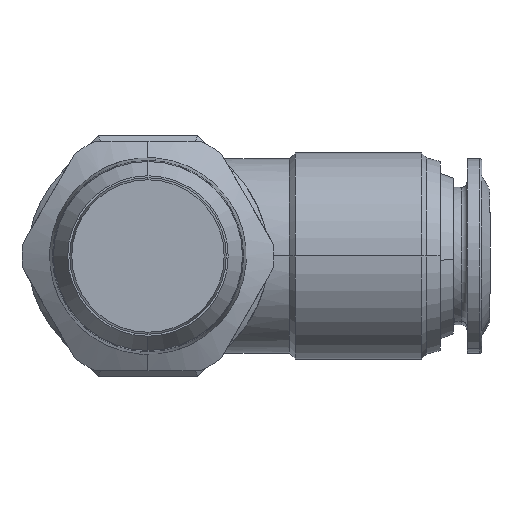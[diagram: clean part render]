
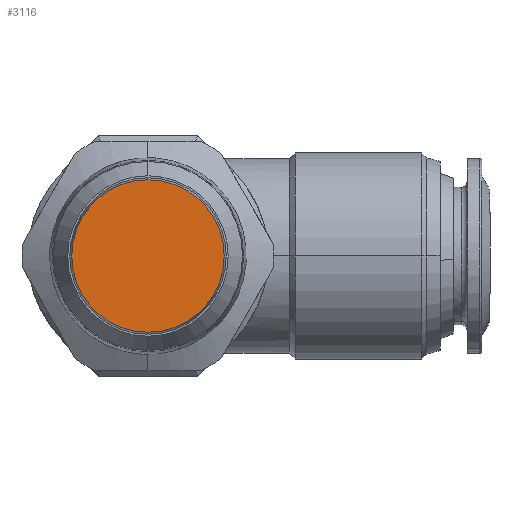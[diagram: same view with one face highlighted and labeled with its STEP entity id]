
A CAD part, front view. The second image highlights one B-rep face of the part: STEP entity #3116.
In plain terms, the highlighted planar face has unit normal (0, -1, 0).
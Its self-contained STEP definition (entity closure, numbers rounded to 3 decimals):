
#1700 = PLANE ( 'NONE',  #2884 ) ;
#1708 = CARTESIAN_POINT ( 'NONE',  ( 0., 0., 0. ) ) ;
#1709 = DIRECTION ( 'NONE',  ( 0., -1., 0. ) ) ;
#1710 = DIRECTION ( 'NONE',  ( 0., 0., -1. ) ) ;
#2621 = ORIENTED_EDGE ( 'NONE', *, *, #5888, .T. ) ;
#2623 = ORIENTED_EDGE ( 'NONE', *, *, #8610, .T. ) ;
#2740 = VERTEX_POINT ( 'NONE', #2977 ) ;
#2744 = VERTEX_POINT ( 'NONE', #2972 ) ;
#2884 = AXIS2_PLACEMENT_3D ( 'NONE', #1708, #1709, #1710 ) ;
#2972 = CARTESIAN_POINT ( 'NONE',  ( 0., 0., 6.65 ) ) ;
#2977 = CARTESIAN_POINT ( 'NONE',  ( 0., 0., -6.65 ) ) ;
#3116 = ADVANCED_FACE ( 'NONE', ( #3351 ), #1700, .T. ) ;
#3351 = FACE_OUTER_BOUND ( 'NONE', #6122, .T. ) ;
#4649 = CIRCLE ( 'NONE', #6894, 6.65 ) ;
#4872 = CARTESIAN_POINT ( 'NONE',  ( 0., 0., 0. ) ) ;
#4873 = DIRECTION ( 'NONE',  ( 0., -1., 0. ) ) ;
#4874 = DIRECTION ( 'NONE',  ( 0., 0., -1. ) ) ;
#5358 = CIRCLE ( 'NONE', #7024, 6.65 ) ;
#5888 = EDGE_CURVE ( 'NONE', #2744, #2740, #4649, .T. ) ;
#6122 = EDGE_LOOP ( 'NONE', ( #2621, #2623 ) ) ;
#6894 = AXIS2_PLACEMENT_3D ( 'NONE', #7166, #7167, #7168 ) ;
#7024 = AXIS2_PLACEMENT_3D ( 'NONE', #4872, #4873, #4874 ) ;
#7166 = CARTESIAN_POINT ( 'NONE',  ( 0., 0., 0. ) ) ;
#7167 = DIRECTION ( 'NONE',  ( 0., -1., 0. ) ) ;
#7168 = DIRECTION ( 'NONE',  ( 0., 0., -1. ) ) ;
#8610 = EDGE_CURVE ( 'NONE', #2740, #2744, #5358, .T. ) ;
